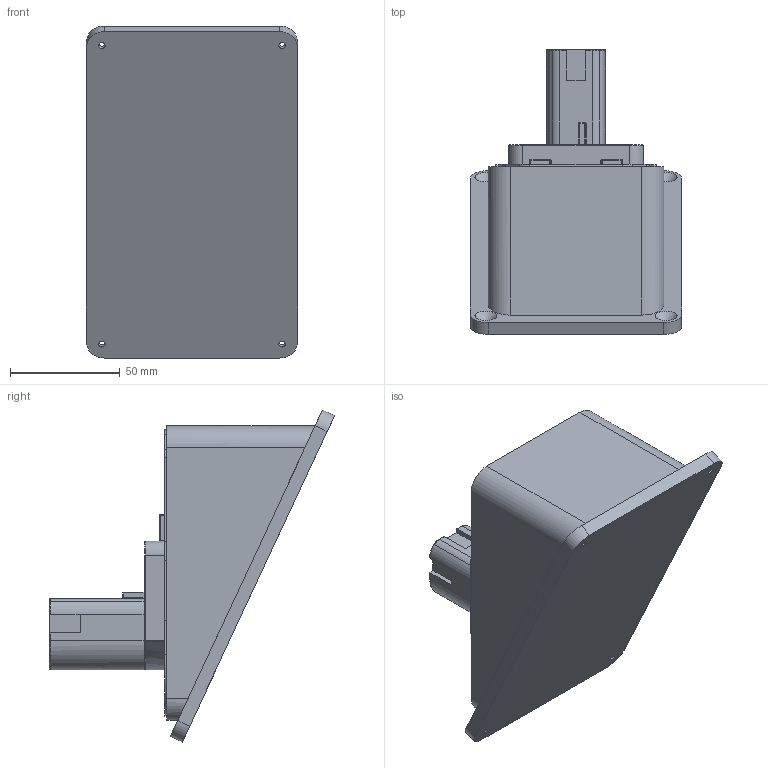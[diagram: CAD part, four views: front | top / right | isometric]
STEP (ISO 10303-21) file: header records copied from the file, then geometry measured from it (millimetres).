
FILE_DESCRIPTION(/* description */ ('STEP AP242','CAx-IF Rec.Pracs.---Representation and Presentation of Product Manufacturing Information (PMI)---4.0---2014-10-13','CAx-IF Rec.Pracs.---3D Tessellated Geometry---0.4---2014-09-14','2;1'),/* implementation_level */ '2;1');
FILE_NAME(/* name */ '65e3ea7e8dee1756b46d12cc',/* time_stamp */ '2024-03-03T03:11:58Z',/* author */ (''),/* organization */ (''),/* preprocessor_version */ 'ST-DEVELOPER v19.4',/* originating_system */ ' ',/* authorisation */ ' ');
FILE_SCHEMA (('AP242_MANAGED_MODEL_BASED_3D_ENGINEERING_MIM_LF { 1 0 10303 442 1 1 4 }'));
Length unit declared in the file: metre
Products named in the file (1): 1
Bounding box: 96 x 129.73 x 151.04 mm (x, y, z)
Volume: 551001.4 mm3; surface area: 55311.2 mm2
Topology: 1 solids, 1 shells, 167 faces, 431 edges, 257 vertices
Faces by surface type: cylinder 67, plane 59, torus 23, sphere 8, bspline 6, cone 4
Full cylindrical faces by diameter (mm): 3 x4
Entity records: 5614 total; most frequent: CARTESIAN_POINT 1554, DIRECTION 878, ORIENTED_EDGE 822, EDGE_CURVE 411, AXIS2_PLACEMENT_3D 329, VERTEX_POINT 257, LINE 220, VECTOR 220
